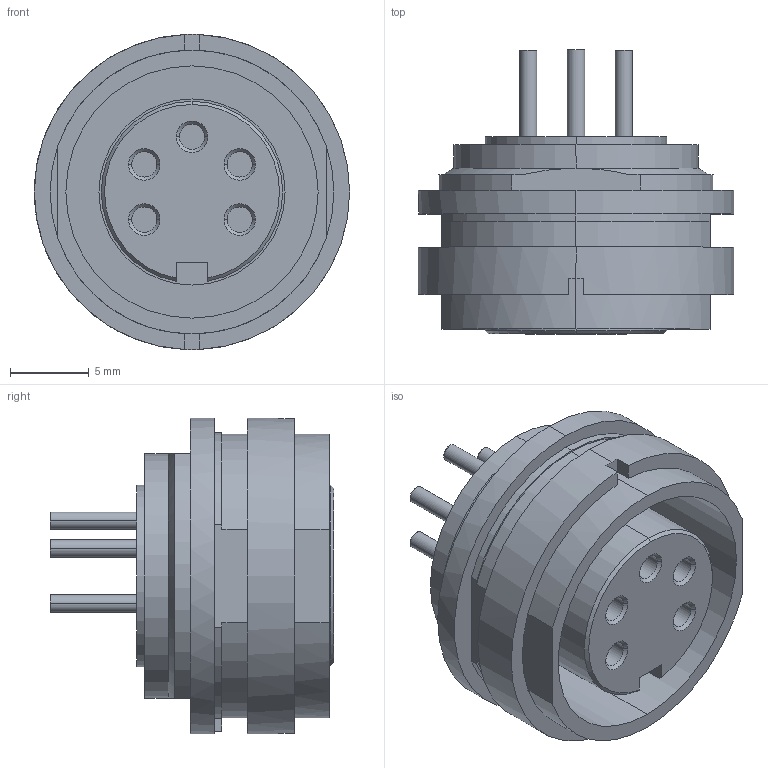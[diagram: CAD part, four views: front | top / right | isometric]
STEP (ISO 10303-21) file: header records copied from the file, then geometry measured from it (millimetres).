
FILE_DESCRIPTION((''),'2;1');
FILE_NAME('09-0316-89-05.stp','2005-04-25T08:58:24',('generator'),(''),'Autodesk Inventor 7','Autodesk Inventor 7','');
FILE_SCHEMA(('AUTOMOTIVE_DESIGN { 1 0 10303 214 1 1 1 1 }'));
Length unit declared in the file: millimetre
Products named in the file (1): 09-0316-89-05
Bounding box: 20 x 18 x 20 mm (x, y, z)
Volume: 2247.6 mm3; surface area: 2703.2 mm2
Topology: 1 solids, 1 shells, 126 faces, 290 edges, 186 vertices
Faces by surface type: cylinder 65, plane 47, cone 14
Entity records: 3636 total; most frequent: DIRECTION 691, CARTESIAN_POINT 615, ORIENTED_EDGE 580, EDGE_CURVE 290, AXIS2_PLACEMENT_3D 280, VERTEX_POINT 186, CIRCLE 153, EDGE_LOOP 150
